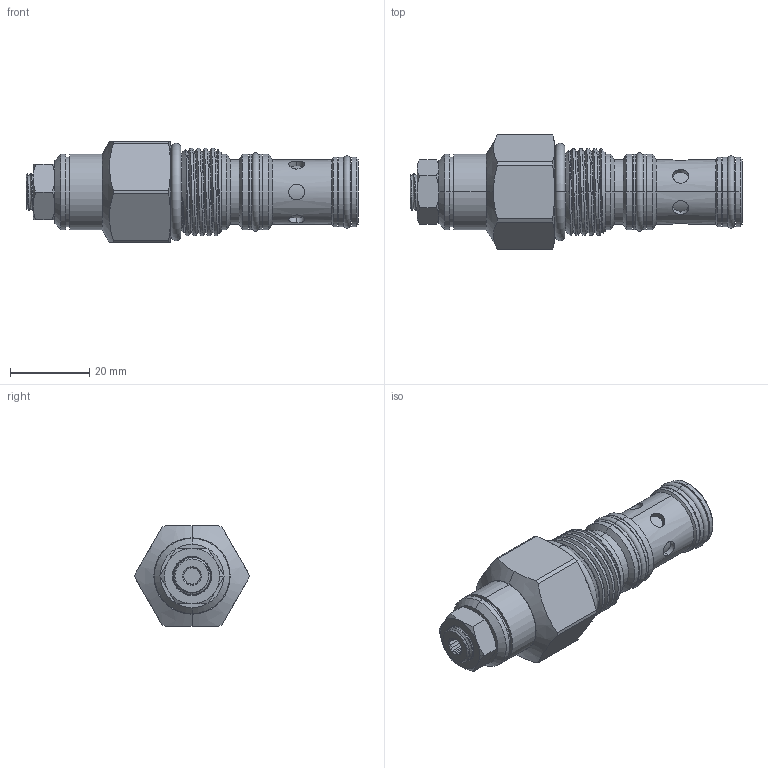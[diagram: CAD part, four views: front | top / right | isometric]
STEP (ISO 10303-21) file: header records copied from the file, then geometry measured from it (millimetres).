
FILE_DESCRIPTION (( 'STEP AP203' ), '1' );
FILE_NAME ('CB10WC3D-L.STEP', '2023-04-12T01:52:59', ( '' ), ( '' ), 'SwSTEP 2.0', 'SolidWorks 2018', '' );
FILE_SCHEMA (( 'CONFIG_CONTROL_DESIGN' ));
Length unit declared in the file: millimetre
Products named in the file (1): CB10WC3D-L
Bounding box: 83.85 x 28.8 x 25.4 mm (x, y, z)
Volume: 26191.5 mm3; surface area: 7955.7 mm2
Topology: 1 solids, 1 shells, 230 faces, 545 edges, 346 vertices
Faces by surface type: cylinder 113, cone 56, plane 50, torus 6, bspline 5
Entity records: 14461 total; most frequent: CARTESIAN_POINT 9220, ORIENTED_EDGE 1090, DIRECTION 1057, EDGE_CURVE 545, AXIS2_PLACEMENT_3D 443, VERTEX_POINT 346, EDGE_LOOP 259, ADVANCED_FACE 230
